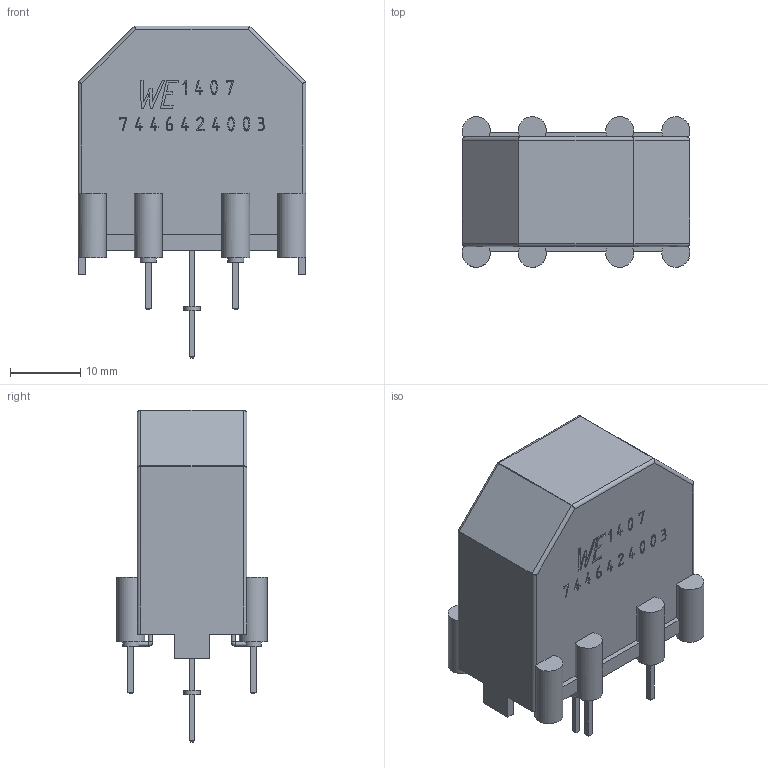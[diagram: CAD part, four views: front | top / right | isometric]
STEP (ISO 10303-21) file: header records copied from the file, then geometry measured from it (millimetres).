
FILE_DESCRIPTION( ( 'Unknown' ), '1' );
FILE_NAME( '7446424003.stp', 'Unknown', ( 'Unknown' ), ( 'Unknown' ), 'XStep 1.0', 'Unknown', ' ' );
FILE_SCHEMA( ( 'automotive_design' ) );
Length unit declared in the file: millimetre
Products named in the file (6): Assem1; 7446424003; Pin
Bounding box: 32.5 x 21.5 x 47.4 mm (x, y, z)
Volume: 15045.3 mm3; surface area: 20836.7 mm2
Topology: 13 solids, 13 shells, 1089 faces, 2523 edges, 1510 vertices
Faces by surface type: plane 566, cylinder 269, torus 120, bspline 96, extrusion 38
Full cylindrical faces by diameter (mm): 0.6 x196, 0.8 x8, 2.3 x5, 4 x16, 15 x2, 25 x2
Entity records: 20915 total; most frequent: CARTESIAN_POINT 10602, ORIENTED_EDGE 1920, DIRECTION 1871, EDGE_CURVE 960, EDGE_LOOP 764, AXIS2_PLACEMENT_3D 745, FACE_OUTER_BOUND 732, VERTEX_POINT 706
